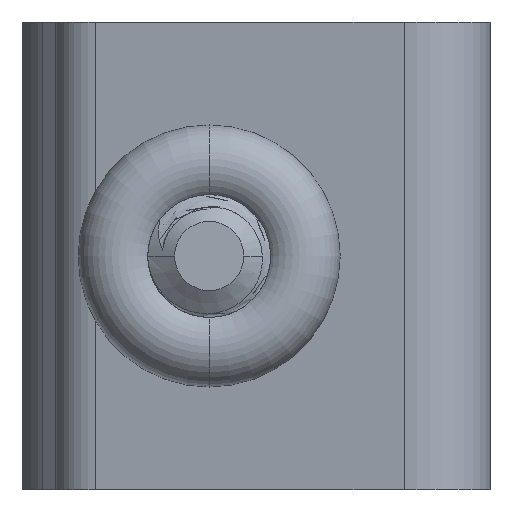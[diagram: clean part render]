
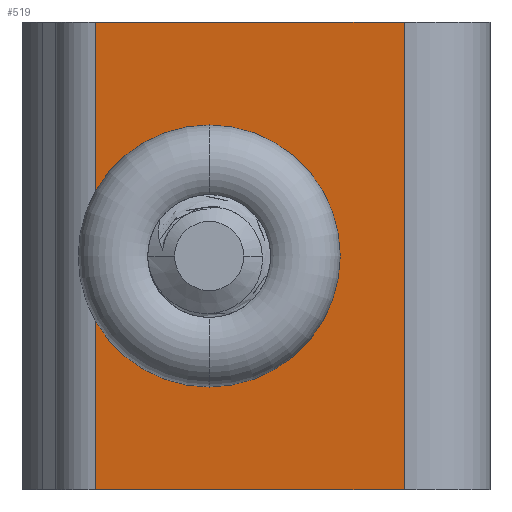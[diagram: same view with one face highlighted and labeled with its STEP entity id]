
A CAD part, front view. The second image highlights one B-rep face of the part: STEP entity #519.
In plain terms, the highlighted planar face has unit normal (-0.147, -0.989, 0).
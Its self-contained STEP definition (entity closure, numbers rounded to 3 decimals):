
#489 = ORIENTED_EDGE ( 'NONE', *, *, #559, .T. ) ;
#491 = VERTEX_POINT ( 'NONE', #3662 ) ;
#493 = EDGE_CURVE ( 'NONE', #526, #491, #3659, .T. ) ;
#497 = VERTEX_POINT ( 'NONE', #3663 ) ;
#516 = VERTEX_POINT ( 'NONE', #3661 ) ;
#517 = EDGE_CURVE ( 'NONE', #518, #516, #3678, .T. ) ;
#518 = VERTEX_POINT ( 'NONE', #3681 ) ;
#519 = ADVANCED_FACE ( 'NONE', ( #3680, #3679 ), #3682, .F. ) ;
#520 = ORIENTED_EDGE ( 'NONE', *, *, #583, .T. ) ;
#521 = EDGE_LOOP ( 'NONE', ( #582, #520, #489, #574 ) ) ;
#526 = VERTEX_POINT ( 'NONE', #3667 ) ;
#556 = EDGE_CURVE ( 'NONE', #491, #581, #3758, .T. ) ;
#557 = VERTEX_POINT ( 'NONE', #3747 ) ;
#559 = EDGE_CURVE ( 'NONE', #497, #557, #3796, .T. ) ;
#560 = ORIENTED_EDGE ( 'NONE', *, *, #563, .F. ) ;
#562 = ORIENTED_EDGE ( 'NONE', *, *, #572, .F. ) ;
#563 = EDGE_CURVE ( 'NONE', #526, #576, #3751, .T. ) ;
#571 = ORIENTED_EDGE ( 'NONE', *, *, #556, .T. ) ;
#572 = EDGE_CURVE ( 'NONE', #576, #581, #3786, .T. ) ;
#574 = ORIENTED_EDGE ( 'NONE', *, *, #579, .T. ) ;
#575 = EDGE_LOOP ( 'NONE', ( #571, #562, #560, #578 ) ) ;
#576 = VERTEX_POINT ( 'NONE', #3824 ) ;
#578 = ORIENTED_EDGE ( 'NONE', *, *, #493, .T. ) ;
#579 = EDGE_CURVE ( 'NONE', #557, #518, #3843, .T. ) ;
#581 = VERTEX_POINT ( 'NONE', #3845 ) ;
#582 = ORIENTED_EDGE ( 'NONE', *, *, #517, .T. ) ;
#583 = EDGE_CURVE ( 'NONE', #516, #497, #3874, .T. ) ;
#3639 = AXIS2_PLACEMENT_3D ( 'NONE', #3671, #3670, #3669 ) ;
#3656 = DIRECTION ( 'NONE',  ( 0., 0., -1. ) ) ;
#3657 = VECTOR ( 'NONE', #3656, 1000. ) ;
#3658 = CARTESIAN_POINT ( 'NONE',  ( 1.494, -4.511, 4.763 ) ) ;
#3659 = LINE ( 'NONE', #3658, #3657 ) ;
#3661 = CARTESIAN_POINT ( 'NONE',  ( 3.81, -4.855, -1.46 ) ) ;
#3662 = CARTESIAN_POINT ( 'NONE',  ( 1.494, -4.511, -4.763 ) ) ;
#3663 = CARTESIAN_POINT ( 'NONE',  ( 3.81, -4.855, 1.46 ) ) ;
#3667 = CARTESIAN_POINT ( 'NONE',  ( 1.494, -4.511, 4.763 ) ) ;
#3669 = DIRECTION ( 'NONE',  ( -0.989, 0.147, 0. ) ) ;
#3670 = DIRECTION ( 'NONE',  ( 0.147, 0.989, 0. ) ) ;
#3671 = CARTESIAN_POINT ( 'NONE',  ( 7.777, -5.444, 4.763 ) ) ;
#3675 = DIRECTION ( 'NONE',  ( -0.989, 0.147, 0. ) ) ;
#3676 = VECTOR ( 'NONE', #3675, 1000. ) ;
#3677 = CARTESIAN_POINT ( 'NONE',  ( 7.777, -5.444, -1.46 ) ) ;
#3678 = LINE ( 'NONE', #3677, #3676 ) ;
#3679 = FACE_OUTER_BOUND ( 'NONE', #575, .T. ) ;
#3680 = FACE_BOUND ( 'NONE', #521, .T. ) ;
#3681 = CARTESIAN_POINT ( 'NONE',  ( 4.572, -4.968, -1.46 ) ) ;
#3682 = PLANE ( 'NONE',  #3639 ) ;
#3747 = CARTESIAN_POINT ( 'NONE',  ( 4.572, -4.968, 1.46 ) ) ;
#3751 = LINE ( 'NONE', #3799, #3789 ) ;
#3758 = LINE ( 'NONE', #3802, #3801 ) ;
#3786 = LINE ( 'NONE', #3822, #3821 ) ;
#3788 = DIRECTION ( 'NONE',  ( 0.989, -0.147, 0. ) ) ;
#3789 = VECTOR ( 'NONE', #3788, 1000. ) ;
#3793 = DIRECTION ( 'NONE',  ( 0.989, -0.147, 0. ) ) ;
#3794 = VECTOR ( 'NONE', #3793, 1000. ) ;
#3795 = CARTESIAN_POINT ( 'NONE',  ( 7.777, -5.444, 1.46 ) ) ;
#3796 = LINE ( 'NONE', #3795, #3794 ) ;
#3799 = CARTESIAN_POINT ( 'NONE',  ( 7.777, -5.444, 4.763 ) ) ;
#3800 = DIRECTION ( 'NONE',  ( 0.989, -0.147, 0. ) ) ;
#3801 = VECTOR ( 'NONE', #3800, 1000. ) ;
#3802 = CARTESIAN_POINT ( 'NONE',  ( 7.777, -5.444, -4.763 ) ) ;
#3820 = DIRECTION ( 'NONE',  ( 0., 0., -1. ) ) ;
#3821 = VECTOR ( 'NONE', #3820, 1000. ) ;
#3822 = CARTESIAN_POINT ( 'NONE',  ( 7.777, -5.444, 4.763 ) ) ;
#3824 = CARTESIAN_POINT ( 'NONE',  ( 7.777, -5.444, 4.763 ) ) ;
#3839 = CARTESIAN_POINT ( 'NONE',  ( 4.572, -4.968, -1.46 ) ) ;
#3840 = CARTESIAN_POINT ( 'NONE',  ( 7.493, -5.402, -1.461 ) ) ;
#3841 = CARTESIAN_POINT ( 'NONE',  ( 7.493, -5.402, 1.461 ) ) ;
#3842 = CARTESIAN_POINT ( 'NONE',  ( 4.572, -4.968, 1.46 ) ) ;
#3843 =( BOUNDED_CURVE ( )  B_SPLINE_CURVE ( 3, ( #3842, #3841, #3840, #3839 ),
 .UNSPECIFIED., .F., .T. ) 
 B_SPLINE_CURVE_WITH_KNOTS ( ( 4, 4 ),
 ( 1.571, 4.712 ),
 .UNSPECIFIED. ) 
 CURVE ( )  GEOMETRIC_REPRESENTATION_ITEM ( )  RATIONAL_B_SPLINE_CURVE ( ( 1., 0.333, 0.333, 1. ) ) 
 REPRESENTATION_ITEM ( '' )  );
#3845 = CARTESIAN_POINT ( 'NONE',  ( 7.777, -5.444, -4.763 ) ) ;
#3870 = CARTESIAN_POINT ( 'NONE',  ( 3.81, -4.855, 1.46 ) ) ;
#3871 = CARTESIAN_POINT ( 'NONE',  ( 0.889, -4.421, 1.46 ) ) ;
#3872 = CARTESIAN_POINT ( 'NONE',  ( 0.889, -4.421, -1.46 ) ) ;
#3873 = CARTESIAN_POINT ( 'NONE',  ( 3.81, -4.855, -1.46 ) ) ;
#3874 =( BOUNDED_CURVE ( )  B_SPLINE_CURVE ( 3, ( #3873, #3872, #3871, #3870 ),
 .UNSPECIFIED., .F., .T. ) 
 B_SPLINE_CURVE_WITH_KNOTS ( ( 4, 4 ),
 ( 4.712, 7.854 ),
 .UNSPECIFIED. ) 
 CURVE ( )  GEOMETRIC_REPRESENTATION_ITEM ( )  RATIONAL_B_SPLINE_CURVE ( ( 1., 0.333, 0.333, 1. ) ) 
 REPRESENTATION_ITEM ( '' )  );
